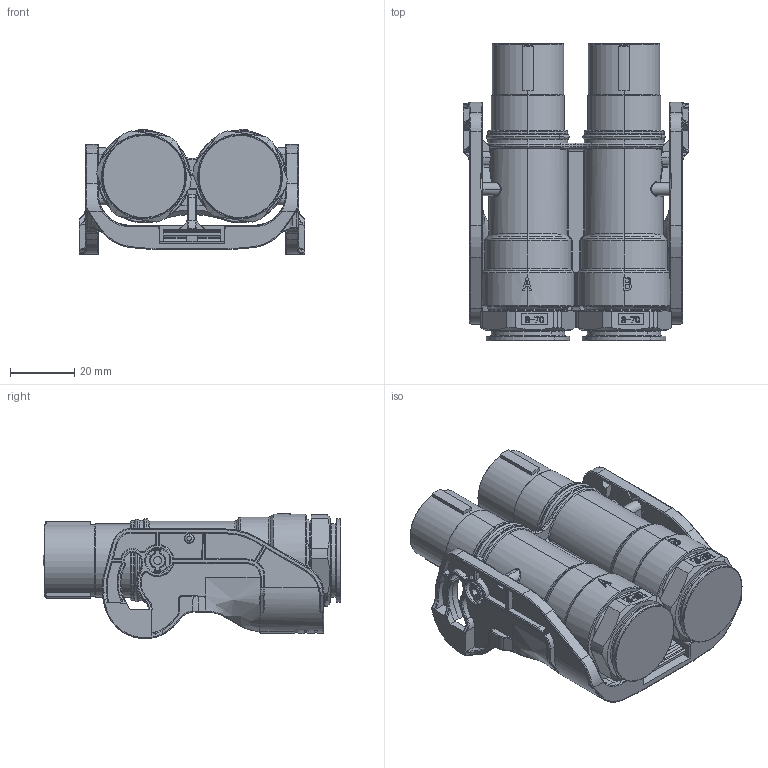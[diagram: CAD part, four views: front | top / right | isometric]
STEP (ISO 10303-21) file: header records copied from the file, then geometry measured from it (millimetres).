
FILE_DESCRIPTION (( 'STEP AP214' ), '1' );
FILE_NAME ('PL182X301-70.STEP', '2016-10-17T07:05:15', ( '' ), ( '' ), 'SwSTEP 2.0', 'SolidWorks 2014', '' );
FILE_SCHEMA (( 'AUTOMOTIVE_DESIGN' ));
Length unit declared in the file: millimetre
Products named in the file (1): PL182X301-70
Bounding box: 70.5 x 93 x 39.08 mm (x, y, z)
Volume: 103390.7 mm3; surface area: 39303 mm2
Topology: 3 solids, 9 shells, 1788 faces, 4542 edges, 2843 vertices
Faces by surface type: plane 753, cylinder 462, bspline 278, torus 200, cone 95
Entity records: 89285 total; most frequent: CARTESIAN_POINT 28169, ORIENTED_EDGE 9084, DIRECTION 8143, EDGE_CURVE 4542, AXIS2_PLACEMENT_3D 2902, VERTEX_POINT 2843, VECTOR 2339, LINE 2339
